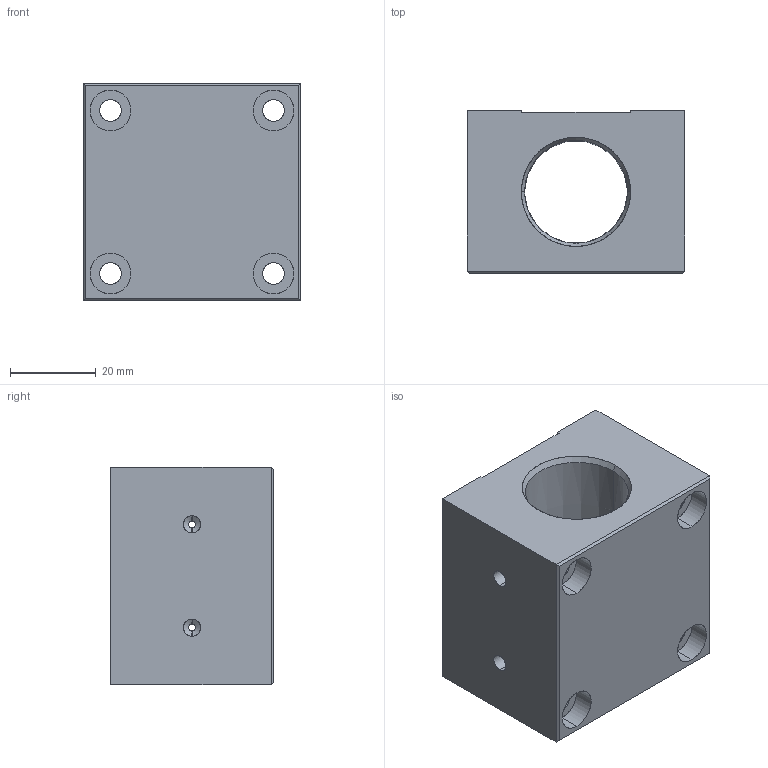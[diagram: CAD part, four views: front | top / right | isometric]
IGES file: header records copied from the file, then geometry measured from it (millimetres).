
Start section: SolidWorks IGES file using analytic representation for surfaces
Global section: file name: mbi0500.IGS; native system: SolidWorks 2014; preprocessor: SolidWorks 2014; author: Mena; date: 141120.145200; units: inch
Bounding box: 50.8 x 38.1 x 50.8 mm (x, y, z)
Surface area: 18887.3 mm2 (no closed solid volume)
Topology: 0 solids, 0 shells, 86 faces, 1232 edges, 1232 vertices
Faces by surface type: revolution 68, bspline 18
